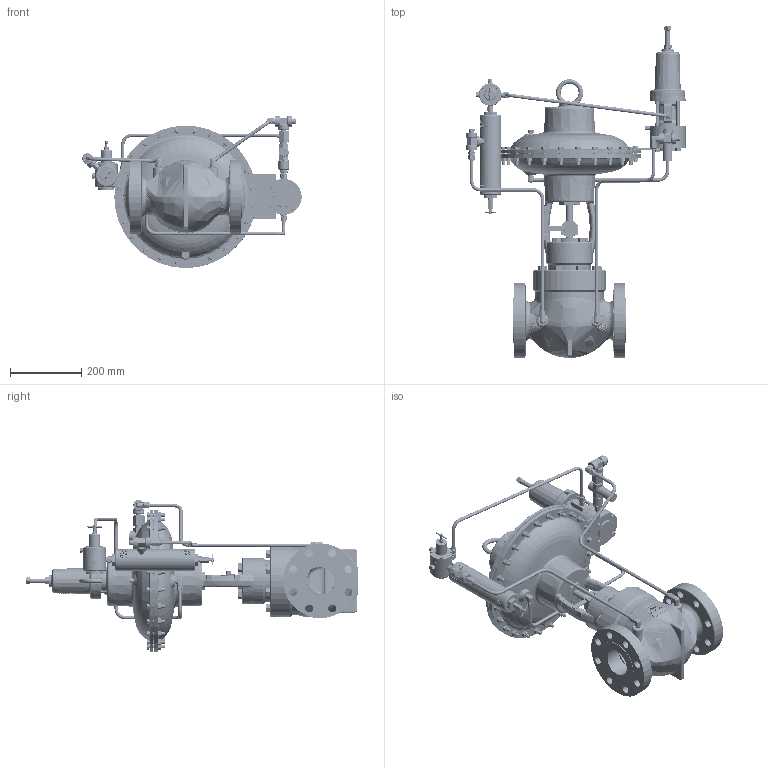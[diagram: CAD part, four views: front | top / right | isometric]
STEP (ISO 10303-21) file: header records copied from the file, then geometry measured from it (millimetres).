
FILE_DESCRIPTION (( 'STEP AP214' ), '1' );
FILE_NAME ('CVC3300RF75-HPPR.STEP', '2022-02-10T15:18:55', ( '' ), ( '' ), 'SwSTEP 2.0', 'SolidWorks 2019', '' );
FILE_SCHEMA (( 'AUTOMOTIVE_DESIGN' ));
Length unit declared in the file: inch
Products named in the file (1): CVC3300RF75-HPPR
Bounding box: 616.24 x 932.75 x 427.35 mm (x, y, z)
Volume: 18533513.2 mm3; surface area: 1804239.9 mm2
Topology: 4 solids, 15 shells, 6479 faces, 15940 edges, 9875 vertices
Faces by surface type: plane 2399, bspline 1457, cone 1223, cylinder 1015, torus 323, sphere 62
Entity records: 467014 total; most frequent: CARTESIAN_POINT 286435, ORIENTED_EDGE 31732, DIRECTION 24326, EDGE_CURVE 15866, VERTEX_POINT 9873, AXIS2_PLACEMENT_3D 9494, EDGE_LOOP 7093, FACE_OUTER_BOUND 6479
